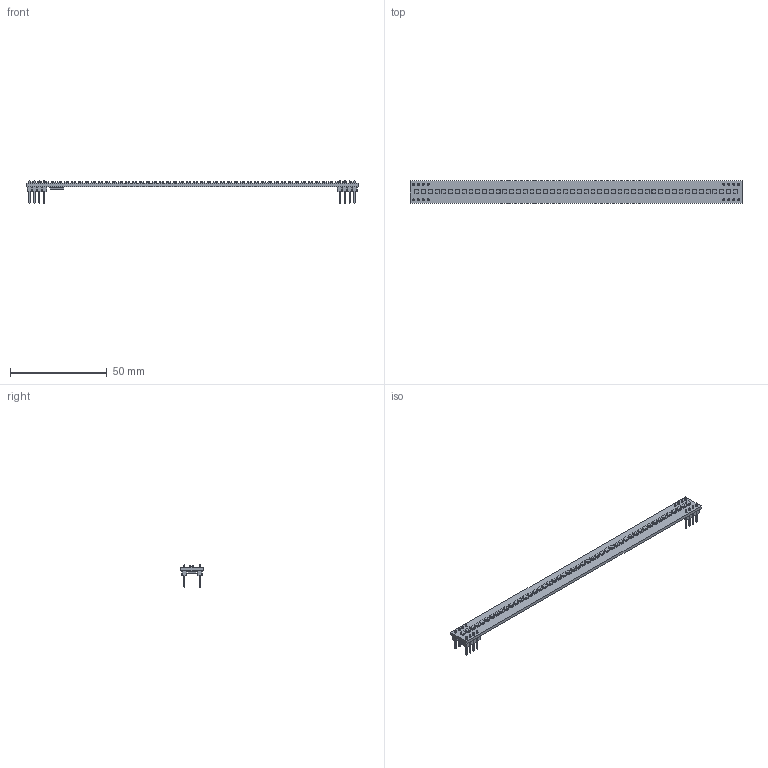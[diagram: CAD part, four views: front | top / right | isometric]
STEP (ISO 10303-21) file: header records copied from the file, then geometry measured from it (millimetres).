
FILE_DESCRIPTION(('KiCad electronic assembly'),'2;1');
FILE_NAME('apa102_led_array.step','2023-11-03T11:30:19',('Pcbnew'),( 'Kicad'),'Open CASCADE STEP processor 7.7','KiCad to STEP converter' ,'Unknown');
FILE_SCHEMA(('AUTOMOTIVE_DESIGN { 1 0 10303 214 1 1 1 1 }'));
Length unit declared in the file: millimetre
Products named in the file (8): apa102_led_array 1; APA102 2020 LED; COMPOUND; PinHeader_1x04_P2.54mm_Vertical; SOLID; CP_EIA-7343-15_Kemet-W; _autosave-apa102_led_array PCB
Assembly tree (57 placements, depth 3):
  apa102_led_array 1
    APA102 2020 LED  x48
      COMPOUND
    PinHeader_1x04_P2.54mm_Vertical  x4
      SOLID
    CP_EIA-7343-15_Kemet-W
      SOLID
    _autosave-apa102_led_array PCB
Bounding box: 171.5 x 11.5 x 11.54 mm (x, y, z)
Volume: 3637.1 mm3; surface area: 6947.3 mm2
Topology: 678 solids, 678 shells, 4542 faces, 9324 edges, 6172 vertices
Faces by surface type: plane 4466, cylinder 68, bspline 8
Full cylindrical faces by diameter (mm): 0.08 x48, 1 x16
Entity records: 16012 total; most frequent: CARTESIAN_POINT 2725, DIRECTION 2257, LINE 1574, VECTOR 1574, ORIENTED_EDGE 1146, PCURVE 1146, DEFINITIONAL_REPRESENTATION 1146, EDGE_CURVE 573
